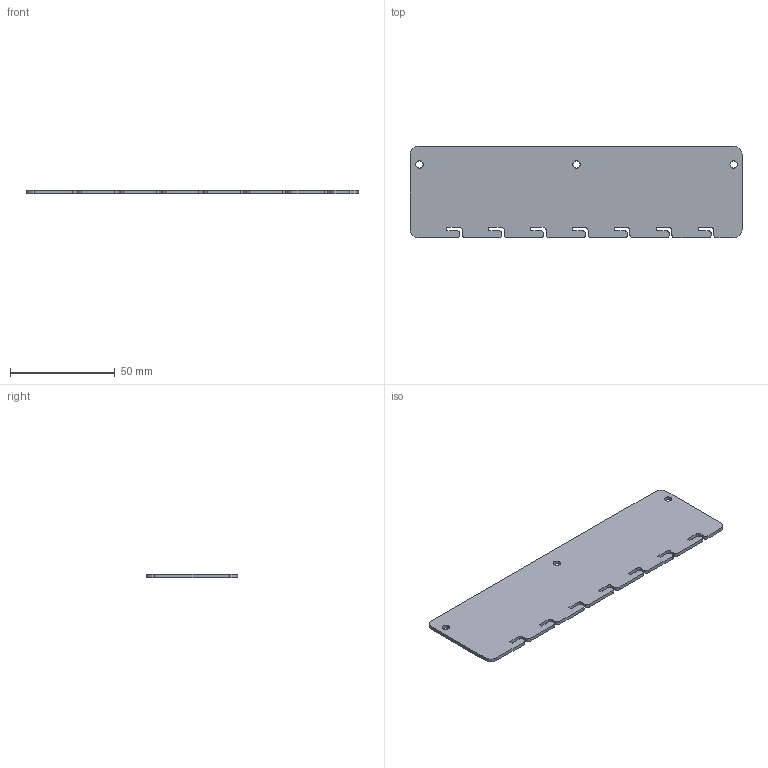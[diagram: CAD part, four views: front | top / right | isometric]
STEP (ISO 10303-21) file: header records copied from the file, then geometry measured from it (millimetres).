
FILE_DESCRIPTION(/* description */ (''),/* implementation_level */ '2;1');
FILE_NAME(/* name */ 'Thelio Major B2 PCI Bracket V2.1.step',/* time_stamp */ '2019-05-21T10:27:47-06:00',/* author */ (''),/* organization */ (''),/* preprocessor_version */ 'ST-DEVELOPER v18',/* originating_system */ 'Autodesk Translation Framework v8.2.0.1029',/* authorisation */ '');
FILE_SCHEMA (('AUTOMOTIVE_DESIGN { 1 0 10303 214 3 1 1 }'));
Length unit declared in the file: millimetre
Products named in the file (1): Thelio Major B2 PCI Bracket V2.1
Bounding box: 158.5 x 43.72 x 1.6 mm (x, y, z)
Volume: 10830.6 mm3; surface area: 14449.6 mm2
Topology: 1 solids, 1 shells, 83 faces, 243 edges, 162 vertices
Faces by surface type: plane 48, cylinder 35
Full cylindrical faces by diameter (mm): 3.5 x3
Entity records: 2812 total; most frequent: CARTESIAN_POINT 489, ORIENTED_EDGE 486, DIRECTION 481, EDGE_CURVE 243, LINE 173, VECTOR 173, VERTEX_POINT 162, AXIS2_PLACEMENT_3D 154
